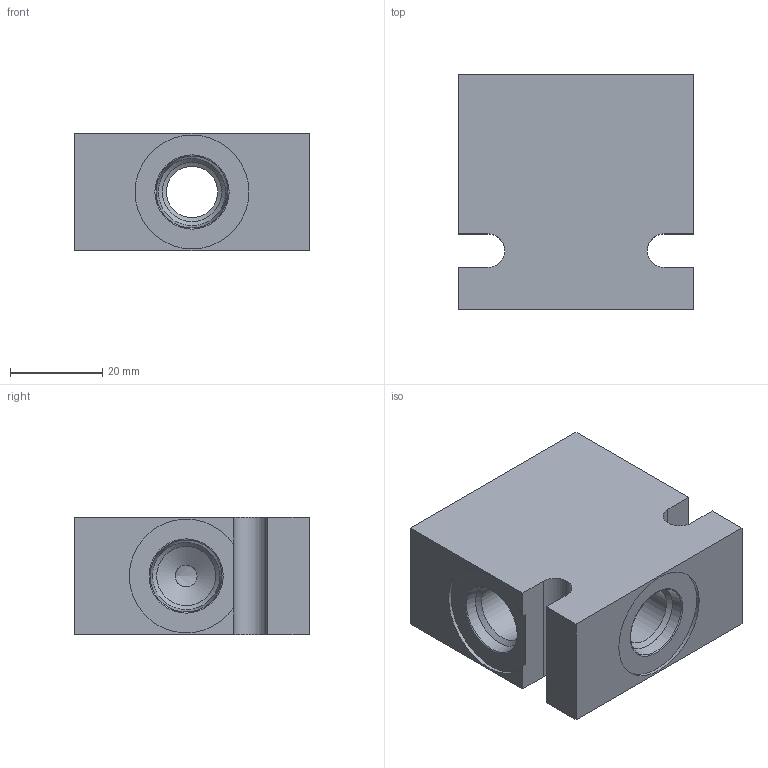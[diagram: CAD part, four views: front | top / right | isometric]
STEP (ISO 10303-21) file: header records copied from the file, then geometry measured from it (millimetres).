
FILE_DESCRIPTION((''),'2;1');
FILE_NAME('6-3-6T.stp','2015-06-04T09:50:28',('jml'),(''),'Autodesk Inventor 2010','Autodesk Inventor 2010','');
FILE_SCHEMA(('AUTOMOTIVE_DESIGN { 1 0 10303 214 1 1 1 1 }'));
Length unit declared in the file: inch
Products named in the file (1): 300239-6T
Bounding box: 50.8 x 50.8 x 25.4 mm (x, y, z)
Volume: 49932.9 mm3; surface area: 13928.4 mm2
Topology: 1 solids, 1 shells, 53 faces, 123 edges, 77 vertices
Faces by surface type: plane 20, bspline 15, cone 8, cylinder 6, torus 4
Full cylindrical faces by diameter (mm): 24.613 x3
Entity records: 1575 total; most frequent: CARTESIAN_POINT 543, DIRECTION 202, ORIENTED_EDGE 164, EDGE_LOOP 96, AXIS2_PLACEMENT_3D 83, EDGE_CURVE 82, VERTEX_POINT 68, FACE_OUTER_BOUND 53
